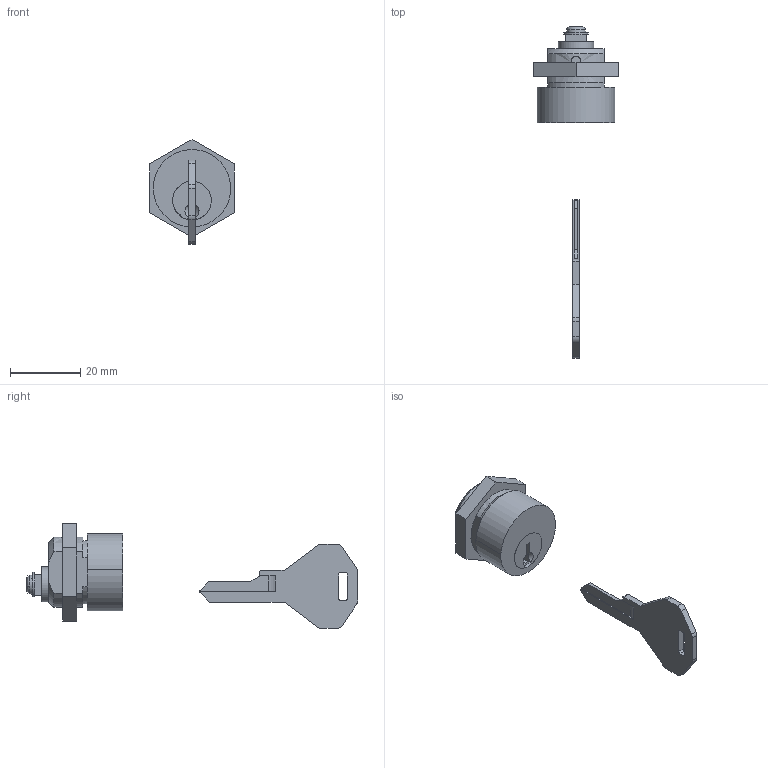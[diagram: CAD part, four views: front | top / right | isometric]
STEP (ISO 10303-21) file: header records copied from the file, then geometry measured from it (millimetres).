
FILE_DESCRIPTION((''),'2;1');
FILE_NAME('','2013-02-25T12:05:35',(''),(''),'','CADfix','');
FILE_SCHEMA(('AUTOMOTIVE_DESIGN { 1 0 10303 214 1 1 1 1 }'));
Length unit declared in the file: millimetre
Bounding box: 24 x 94.36 x 29.84 mm (x, y, z)
Volume: 8399.9 mm3; surface area: 6096.4 mm2
Topology: 4 solids, 4 shells, 134 faces, 395 edges, 271 vertices
Faces by surface type: bspline 134
Entity records: 4674 total; most frequent: CARTESIAN_POINT 2404, ORIENTED_EDGE 786, EDGE_CURVE 393, VERTEX_POINT 270, QUASI_UNIFORM_CURVE 231, EDGE_LOOP 143, FACE_OUTER_BOUND 133, ADVANCED_FACE 133
